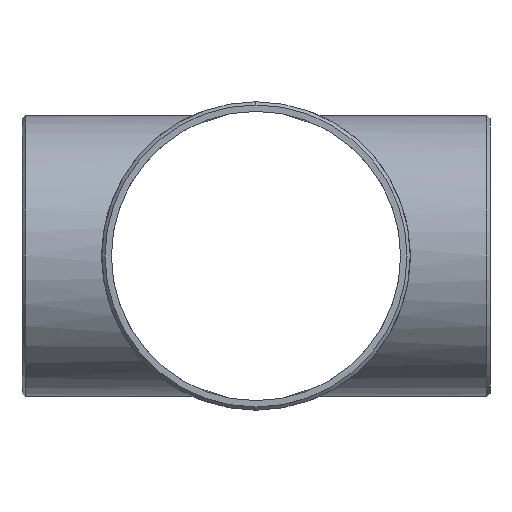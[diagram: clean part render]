
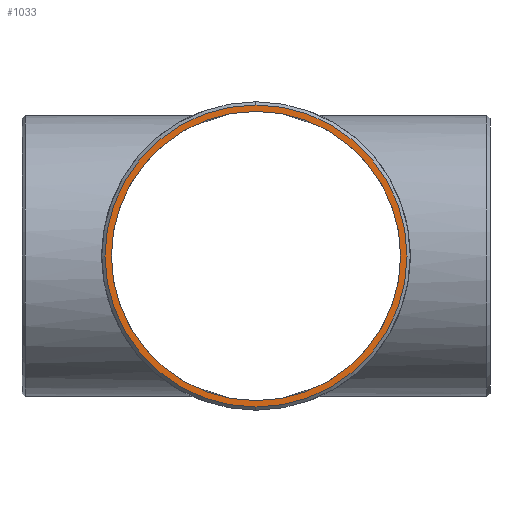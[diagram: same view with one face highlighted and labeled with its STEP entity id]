
A CAD part, left-side view. The second image highlights one B-rep face of the part: STEP entity #1033.
In plain terms, the highlighted planar face has unit normal (-1, 0, 0).
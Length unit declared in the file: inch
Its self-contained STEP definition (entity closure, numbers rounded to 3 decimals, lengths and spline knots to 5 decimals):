
#6 = CARTESIAN_POINT ( 'NONE',  ( -11., 0., 0. ) ) ;
#28 = DIRECTION ( 'NONE',  ( 0., 0., 1. ) ) ;
#38 = CARTESIAN_POINT ( 'NONE',  ( -11., 0., 0. ) ) ;
#44 = AXIS2_PLACEMENT_3D ( 'NONE', #95, #234, #361 ) ;
#95 = CARTESIAN_POINT ( 'NONE',  ( -11., 0., 0. ) ) ;
#139 = EDGE_CURVE ( 'NONE', #1404, #760, #1012, .T. ) ;
#152 = DIRECTION ( 'NONE',  ( 1., 0., 0. ) ) ;
#214 = CIRCLE ( 'NONE', #1192, 6.854 ) ;
#219 = EDGE_CURVE ( 'NONE', #315, #1023, #214, .T. ) ;
#234 = DIRECTION ( 'NONE',  ( -1., 0., 0. ) ) ;
#314 = DIRECTION ( 'NONE',  ( -1., 0., 0. ) ) ;
#315 = VERTEX_POINT ( 'NONE', #563 ) ;
#361 = DIRECTION ( 'NONE',  ( 0., 0., 1. ) ) ;
#375 = DIRECTION ( 'NONE',  ( 0., 0., 1. ) ) ;
#381 = ORIENTED_EDGE ( 'NONE', *, *, #139, .T. ) ;
#399 = DIRECTION ( 'NONE',  ( -1., 0., 0. ) ) ;
#423 = FACE_OUTER_BOUND ( 'NONE', #1472, .T. ) ;
#431 = PLANE ( 'NONE',  #880 ) ;
#499 = DIRECTION ( 'NONE',  ( 1., 0., 0. ) ) ;
#507 = ORIENTED_EDGE ( 'NONE', *, *, #647, .T. ) ;
#563 = CARTESIAN_POINT ( 'NONE',  ( -11., 0., -6.854 ) ) ;
#638 = CIRCLE ( 'NONE', #1551, 6.562 ) ;
#647 = EDGE_CURVE ( 'NONE', #1023, #315, #775, .T. ) ;
#655 = EDGE_LOOP ( 'NONE', ( #806, #381 ) ) ;
#712 = CARTESIAN_POINT ( 'NONE',  ( -11., 0., 6.562 ) ) ;
#760 = VERTEX_POINT ( 'NONE', #712 ) ;
#775 = CIRCLE ( 'NONE', #44, 6.854 ) ;
#806 = ORIENTED_EDGE ( 'NONE', *, *, #989, .T. ) ;
#834 = DIRECTION ( 'NONE',  ( 0., 0., -1. ) ) ;
#880 = AXIS2_PLACEMENT_3D ( 'NONE', #1312, #314, #834 ) ;
#902 = ORIENTED_EDGE ( 'NONE', *, *, #219, .T. ) ;
#959 = AXIS2_PLACEMENT_3D ( 'NONE', #38, #152, #1276 ) ;
#989 = EDGE_CURVE ( 'NONE', #760, #1404, #638, .T. ) ;
#1004 = CARTESIAN_POINT ( 'NONE',  ( -11., 0., 6.854 ) ) ;
#1012 = CIRCLE ( 'NONE', #959, 6.562 ) ;
#1023 = VERTEX_POINT ( 'NONE', #1004 ) ;
#1033 = ADVANCED_FACE ( 'NONE', ( #423, #1208 ), #431, .T. ) ;
#1192 = AXIS2_PLACEMENT_3D ( 'NONE', #6, #399, #28 ) ;
#1208 = FACE_BOUND ( 'NONE', #655, .T. ) ;
#1276 = DIRECTION ( 'NONE',  ( 0., 0., 1. ) ) ;
#1304 = CARTESIAN_POINT ( 'NONE',  ( -11., 0., 0. ) ) ;
#1312 = CARTESIAN_POINT ( 'NONE',  ( -11., 0., 0. ) ) ;
#1387 = CARTESIAN_POINT ( 'NONE',  ( -11., 0., -6.562 ) ) ;
#1404 = VERTEX_POINT ( 'NONE', #1387 ) ;
#1472 = EDGE_LOOP ( 'NONE', ( #902, #507 ) ) ;
#1551 = AXIS2_PLACEMENT_3D ( 'NONE', #1304, #499, #375 ) ;
